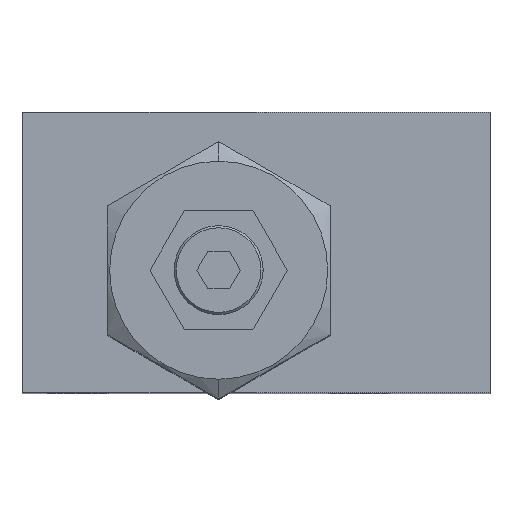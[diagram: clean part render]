
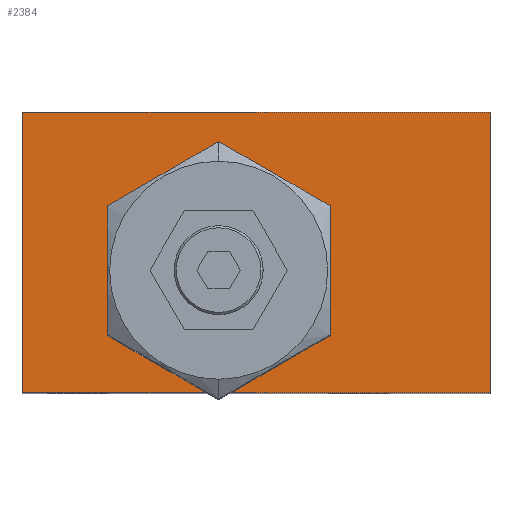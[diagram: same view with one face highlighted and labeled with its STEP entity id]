
A CAD part, top view. The second image highlights one B-rep face of the part: STEP entity #2384.
In plain terms, the highlighted planar face has unit normal (0, 0, 1).
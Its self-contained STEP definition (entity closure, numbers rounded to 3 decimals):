
#205=DIRECTION('',(0.,-1.,0.));
#206=VECTOR('',#205,29.997);
#207=CARTESIAN_POINT('',(-21.006,16.993,49.987));
#208=LINE('',#207,#206);
#209=DIRECTION('',(-1.,0.,0.));
#210=VECTOR('',#209,49.987);
#211=CARTESIAN_POINT('',(28.981,16.993,49.987));
#212=LINE('',#211,#210);
#213=DIRECTION('',(0.,1.,0.));
#214=VECTOR('',#213,29.997);
#215=CARTESIAN_POINT('',(28.981,-13.005,49.987));
#216=LINE('',#215,#214);
#217=DIRECTION('',(1.,0.,0.));
#218=VECTOR('',#217,49.987);
#219=CARTESIAN_POINT('',(-21.006,-13.005,49.987));
#220=LINE('',#219,#218);
#221=CARTESIAN_POINT('',(0.,0.,49.987));
#222=DIRECTION('',(0.,0.,1.));
#223=DIRECTION('',(-1.,0.,0.));
#224=AXIS2_PLACEMENT_3D('',#221,#222,#223);
#226=CARTESIAN_POINT('',(0.,0.,49.987));
#227=DIRECTION('',(0.,0.,1.));
#228=DIRECTION('',(1.,0.,0.));
#229=AXIS2_PLACEMENT_3D('',#226,#227,#228);
#2087=CARTESIAN_POINT('',(-21.006,16.993,49.987));
#2088=CARTESIAN_POINT('',(-21.006,-13.005,49.987));
#2089=VERTEX_POINT('',#2087);
#2090=VERTEX_POINT('',#2088);
#2091=CARTESIAN_POINT('',(28.981,-13.005,49.987));
#2092=VERTEX_POINT('',#2091);
#2093=CARTESIAN_POINT('',(28.981,16.993,49.987));
#2094=VERTEX_POINT('',#2093);
#2111=CARTESIAN_POINT('',(-11.659,0.,49.987));
#2112=CARTESIAN_POINT('',(11.659,0.,49.987));
#2113=VERTEX_POINT('',#2111);
#2114=VERTEX_POINT('',#2112);
#2367=CARTESIAN_POINT('',(0.,0.,49.987));
#2368=DIRECTION('',(0.,0.,1.));
#2369=DIRECTION('',(1.,0.,0.));
#2370=AXIS2_PLACEMENT_3D('',#2367,#2368,#2369);
#2371=PLANE('',#2370);
#2372=ORIENTED_EDGE('',*,*,#2289,.F.);
#2373=ORIENTED_EDGE('',*,*,#2304,.F.);
#2374=ORIENTED_EDGE('',*,*,#2330,.F.);
#2375=ORIENTED_EDGE('',*,*,#2349,.F.);
#2376=EDGE_LOOP('',(#2372,#2373,#2374,#2375));
#2377=FACE_OUTER_BOUND('',#2376,.F.);
#2379=ORIENTED_EDGE('',*,*,#2378,.T.);
#2381=ORIENTED_EDGE('',*,*,#2380,.T.);
#2382=EDGE_LOOP('',(#2379,#2381));
#2383=FACE_BOUND('',#2382,.F.);
#225=CIRCLE('',#224,11.659);
#230=CIRCLE('',#229,11.659);
#2289=EDGE_CURVE('',#2089,#2090,#208,.T.);
#2304=EDGE_CURVE('',#2094,#2089,#212,.T.);
#2330=EDGE_CURVE('',#2092,#2094,#216,.T.);
#2349=EDGE_CURVE('',#2090,#2092,#220,.T.);
#2378=EDGE_CURVE('',#2113,#2114,#225,.T.);
#2380=EDGE_CURVE('',#2114,#2113,#230,.T.);
#2384=ADVANCED_FACE('',(#2377,#2383),#2371,.T.);
